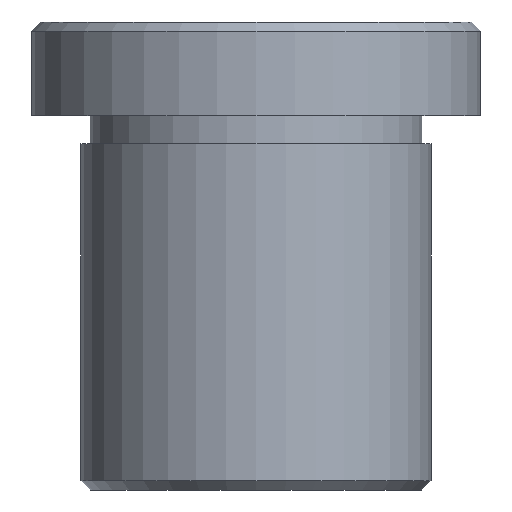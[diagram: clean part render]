
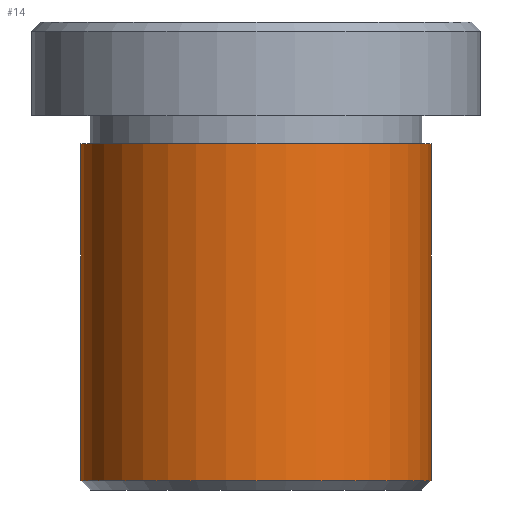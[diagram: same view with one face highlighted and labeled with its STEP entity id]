
A CAD part, front view. The second image highlights one B-rep face of the part: STEP entity #14.
In plain terms, the highlighted cylindrical face has radius 4.75 mm (diameter 9.5 mm), a partial arc.
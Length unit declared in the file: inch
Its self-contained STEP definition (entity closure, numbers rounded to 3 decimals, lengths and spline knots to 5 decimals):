
#14 = ADVANCED_FACE ( 'NONE', ( #582 ), #323, .T. ) ;
#18 = ORIENTED_EDGE ( 'NONE', *, *, #516, .T. ) ;
#29 = ORIENTED_EDGE ( 'NONE', *, *, #375, .F. ) ;
#54 = CARTESIAN_POINT ( 'NONE',  ( 0., 0., -0.13 ) ) ;
#55 = CARTESIAN_POINT ( 'NONE',  ( -0.187, 0., -0.49 ) ) ;
#64 = CARTESIAN_POINT ( 'NONE',  ( 0., 0., 0. ) ) ;
#82 = LINE ( 'NONE', #345, #466 ) ;
#97 = DIRECTION ( 'NONE',  ( 1., 0., 0. ) ) ;
#111 = DIRECTION ( 'NONE',  ( 1., 0., 0. ) ) ;
#116 = DIRECTION ( 'NONE',  ( 0., 0., 1. ) ) ;
#129 = EDGE_LOOP ( 'NONE', ( #29, #18, #145, #297 ) ) ;
#145 = ORIENTED_EDGE ( 'NONE', *, *, #538, .T. ) ;
#156 = CIRCLE ( 'NONE', #314, 0.187 ) ;
#207 = DIRECTION ( 'NONE',  ( 0., 0., 1. ) ) ;
#211 = CARTESIAN_POINT ( 'NONE',  ( -0.187, 0., 0. ) ) ;
#221 = EDGE_CURVE ( 'NONE', #512, #556, #156, .T. ) ;
#248 = DIRECTION ( 'NONE',  ( 0., 0., 1. ) ) ;
#272 = VECTOR ( 'NONE', #116, 39.37008 ) ;
#280 = CARTESIAN_POINT ( 'NONE',  ( 0.187, 0., -0.49 ) ) ;
#297 = ORIENTED_EDGE ( 'NONE', *, *, #221, .F. ) ;
#314 = AXIS2_PLACEMENT_3D ( 'NONE', #54, #384, #97 ) ;
#323 = CYLINDRICAL_SURFACE ( 'NONE', #585, 0.187 ) ;
#329 = CIRCLE ( 'NONE', #361, 0.187 ) ;
#345 = CARTESIAN_POINT ( 'NONE',  ( 0.187, 0., 0. ) ) ;
#361 = AXIS2_PLACEMENT_3D ( 'NONE', #532, #248, #583 ) ;
#366 = LINE ( 'NONE', #211, #272 ) ;
#375 = EDGE_CURVE ( 'NONE', #603, #512, #366, .T. ) ;
#384 = DIRECTION ( 'NONE',  ( 0., 0., 1. ) ) ;
#445 = DIRECTION ( 'NONE',  ( 0., 0., 1. ) ) ;
#466 = VECTOR ( 'NONE', #445, 39.37008 ) ;
#512 = VERTEX_POINT ( 'NONE', #528 ) ;
#516 = EDGE_CURVE ( 'NONE', #603, #584, #329, .T. ) ;
#528 = CARTESIAN_POINT ( 'NONE',  ( -0.187, 0., -0.13 ) ) ;
#532 = CARTESIAN_POINT ( 'NONE',  ( 0., 0., -0.49 ) ) ;
#538 = EDGE_CURVE ( 'NONE', #584, #556, #82, .T. ) ;
#556 = VERTEX_POINT ( 'NONE', #586 ) ;
#582 = FACE_OUTER_BOUND ( 'NONE', #129, .T. ) ;
#583 = DIRECTION ( 'NONE',  ( 1., 0., 0. ) ) ;
#584 = VERTEX_POINT ( 'NONE', #280 ) ;
#585 = AXIS2_PLACEMENT_3D ( 'NONE', #64, #207, #111 ) ;
#586 = CARTESIAN_POINT ( 'NONE',  ( 0.187, 0., -0.13 ) ) ;
#603 = VERTEX_POINT ( 'NONE', #55 ) ;
